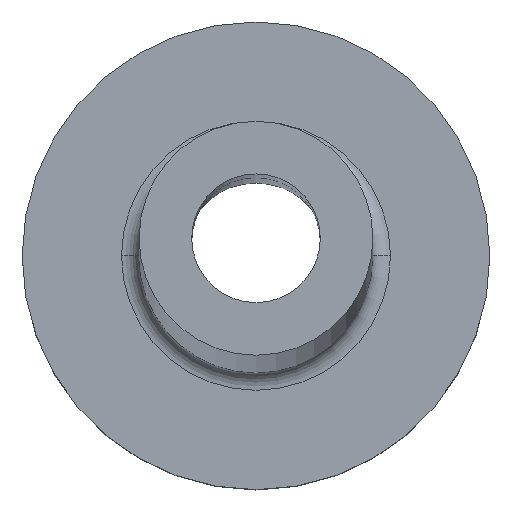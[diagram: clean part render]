
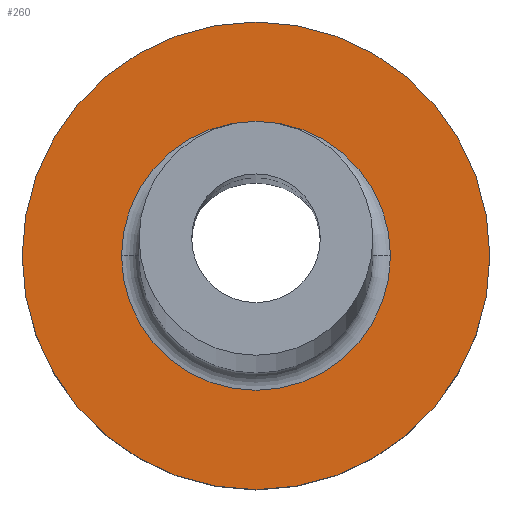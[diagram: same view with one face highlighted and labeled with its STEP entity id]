
A CAD part, top view. The second image highlights one B-rep face of the part: STEP entity #260.
In plain terms, the highlighted planar face has unit normal (0, 0, 1).
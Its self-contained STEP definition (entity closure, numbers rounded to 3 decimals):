
#12 = VERTEX_POINT ( 'NONE', #453 ) ;
#13 = EDGE_CURVE ( 'NONE', #12, #38, #304, .T. ) ;
#19 = CARTESIAN_POINT ( 'NONE',  ( 0., 0., 3. ) ) ;
#26 = EDGE_CURVE ( 'NONE', #85, #271, #216, .T. ) ;
#36 = CARTESIAN_POINT ( 'NONE',  ( 0., 0., 3. ) ) ;
#38 = VERTEX_POINT ( 'NONE', #246 ) ;
#51 = AXIS2_PLACEMENT_3D ( 'NONE', #19, #200, #342 ) ;
#63 = DIRECTION ( 'NONE',  ( 0., 0., 1. ) ) ;
#75 = CARTESIAN_POINT ( 'NONE',  ( -2.3, 0., 3. ) ) ;
#79 = ORIENTED_EDGE ( 'NONE', *, *, #26, .T. ) ;
#85 = VERTEX_POINT ( 'NONE', #75 ) ;
#86 = FACE_BOUND ( 'NONE', #288, .T. ) ;
#88 = CARTESIAN_POINT ( 'NONE',  ( 0., 0., 3. ) ) ;
#89 = EDGE_CURVE ( 'NONE', #271, #85, #361, .T. ) ;
#90 = CIRCLE ( 'NONE', #353, 4. ) ;
#115 = ORIENTED_EDGE ( 'NONE', *, *, #198, .T. ) ;
#162 = DIRECTION ( 'NONE',  ( 1., 0., 0. ) ) ;
#165 = AXIS2_PLACEMENT_3D ( 'NONE', #36, #63, #458 ) ;
#184 = CARTESIAN_POINT ( 'NONE',  ( 0., 0., 3. ) ) ;
#196 = DIRECTION ( 'NONE',  ( 0., 0., 1. ) ) ;
#198 = EDGE_CURVE ( 'NONE', #38, #12, #90, .T. ) ;
#200 = DIRECTION ( 'NONE',  ( 0., 0., 1. ) ) ;
#211 = CARTESIAN_POINT ( 'NONE',  ( 0., 0., 3. ) ) ;
#216 = CIRCLE ( 'NONE', #267, 2.3 ) ;
#229 = ORIENTED_EDGE ( 'NONE', *, *, #13, .T. ) ;
#242 = DIRECTION ( 'NONE',  ( 0., 0., -1. ) ) ;
#246 = CARTESIAN_POINT ( 'NONE',  ( 4., 0., 3. ) ) ;
#260 = ADVANCED_FACE ( 'NONE', ( #86, #407 ), #449, .T. ) ;
#267 = AXIS2_PLACEMENT_3D ( 'NONE', #211, #242, #318 ) ;
#271 = VERTEX_POINT ( 'NONE', #444 ) ;
#288 = EDGE_LOOP ( 'NONE', ( #290, #79 ) ) ;
#290 = ORIENTED_EDGE ( 'NONE', *, *, #89, .T. ) ;
#304 = CIRCLE ( 'NONE', #165, 4. ) ;
#318 = DIRECTION ( 'NONE',  ( 1., 0., 0. ) ) ;
#320 = DIRECTION ( 'NONE',  ( 1., 0., 0. ) ) ;
#342 = DIRECTION ( 'NONE',  ( 1., 0., 0. ) ) ;
#353 = AXIS2_PLACEMENT_3D ( 'NONE', #88, #196, #162 ) ;
#361 = CIRCLE ( 'NONE', #422, 2.3 ) ;
#362 = DIRECTION ( 'NONE',  ( 0., 0., -1. ) ) ;
#407 = FACE_OUTER_BOUND ( 'NONE', #456, .T. ) ;
#422 = AXIS2_PLACEMENT_3D ( 'NONE', #184, #362, #320 ) ;
#444 = CARTESIAN_POINT ( 'NONE',  ( 2.3, 0., 3. ) ) ;
#449 = PLANE ( 'NONE',  #51 ) ;
#453 = CARTESIAN_POINT ( 'NONE',  ( -4., 0., 3. ) ) ;
#456 = EDGE_LOOP ( 'NONE', ( #229, #115 ) ) ;
#458 = DIRECTION ( 'NONE',  ( 1., 0., 0. ) ) ;
